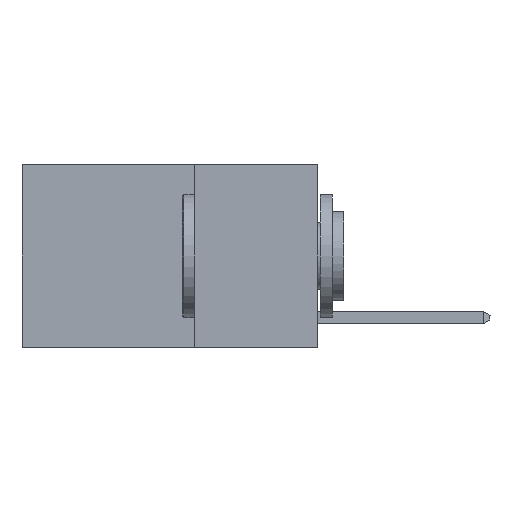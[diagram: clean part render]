
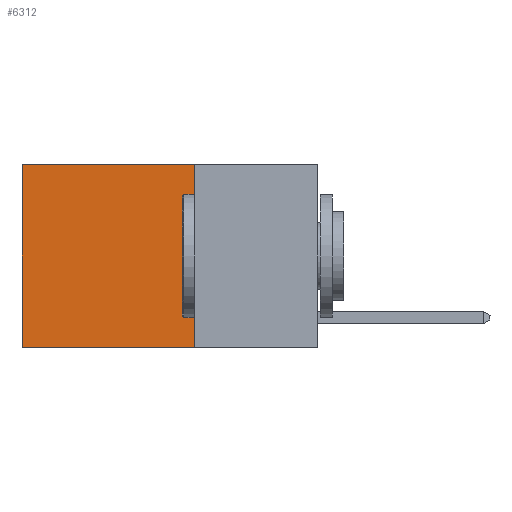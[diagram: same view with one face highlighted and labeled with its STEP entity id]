
A CAD part, left-side view. The second image highlights one B-rep face of the part: STEP entity #6312.
In plain terms, the highlighted planar face has unit normal (-1, 0, 0).
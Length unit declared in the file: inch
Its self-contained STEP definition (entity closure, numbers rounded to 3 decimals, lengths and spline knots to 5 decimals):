
#342 = EDGE_CURVE ( 'NONE', #5784, #6741, #4856, .T. ) ;
#360 = CARTESIAN_POINT ( 'NONE',  ( 0.2625, 0.25, 0. ) ) ;
#388 = AXIS2_PLACEMENT_3D ( 'NONE', #360, #3943, #1795 ) ;
#482 = CARTESIAN_POINT ( 'NONE',  ( 0.2625, 0.25, 0. ) ) ;
#554 = LINE ( 'NONE', #9151, #3735 ) ;
#585 = DIRECTION ( 'NONE',  ( 0., 1., 0. ) ) ;
#684 = CARTESIAN_POINT ( 'NONE',  ( 0.2625, 0.25, 0. ) ) ;
#780 = EDGE_CURVE ( 'NONE', #8238, #4052, #554, .T. ) ;
#1056 = DIRECTION ( 'NONE',  ( 0., 0., -1. ) ) ;
#1106 = EDGE_CURVE ( 'NONE', #4052, #6741, #6168, .T. ) ;
#1151 = EDGE_CURVE ( 'NONE', #8238, #5784, #1894, .T. ) ;
#1346 = DIRECTION ( 'NONE',  ( 0., 1., 0. ) ) ;
#1795 = DIRECTION ( 'NONE',  ( 0., 0., -1. ) ) ;
#1894 = LINE ( 'NONE', #684, #5610 ) ;
#2927 = CARTESIAN_POINT ( 'NONE',  ( 0.2625, 0.6, 0. ) ) ;
#3547 = FACE_OUTER_BOUND ( 'NONE', #7522, .T. ) ;
#3622 = CARTESIAN_POINT ( 'NONE',  ( 0.2625, 0.25, -0.37 ) ) ;
#3735 = VECTOR ( 'NONE', #1346, 39.37008 ) ;
#3758 = CARTESIAN_POINT ( 'NONE',  ( 0.2625, 0.6, -0.37 ) ) ;
#3943 = DIRECTION ( 'NONE',  ( 1., 0., 0. ) ) ;
#4052 = VERTEX_POINT ( 'NONE', #2927 ) ;
#4271 = PLANE ( 'NONE',  #388 ) ;
#4685 = CARTESIAN_POINT ( 'NONE',  ( 0.2625, 0.6, 0. ) ) ;
#4856 = LINE ( 'NONE', #3622, #8935 ) ;
#5075 = CARTESIAN_POINT ( 'NONE',  ( 0.2625, 0.25, -0.37 ) ) ;
#5177 = ORIENTED_EDGE ( 'NONE', *, *, #1151, .F. ) ;
#5610 = VECTOR ( 'NONE', #9133, 39.37008 ) ;
#5784 = VERTEX_POINT ( 'NONE', #5075 ) ;
#6168 = LINE ( 'NONE', #4685, #6200 ) ;
#6200 = VECTOR ( 'NONE', #1056, 39.37008 ) ;
#6312 = ADVANCED_FACE ( 'NONE', ( #3547 ), #4271, .F. ) ;
#6612 = ORIENTED_EDGE ( 'NONE', *, *, #780, .T. ) ;
#6741 = VERTEX_POINT ( 'NONE', #3758 ) ;
#7342 = ORIENTED_EDGE ( 'NONE', *, *, #1106, .T. ) ;
#7418 = ORIENTED_EDGE ( 'NONE', *, *, #342, .F. ) ;
#7522 = EDGE_LOOP ( 'NONE', ( #7342, #7418, #5177, #6612 ) ) ;
#8238 = VERTEX_POINT ( 'NONE', #482 ) ;
#8935 = VECTOR ( 'NONE', #585, 39.37008 ) ;
#9133 = DIRECTION ( 'NONE',  ( 0., 0., -1. ) ) ;
#9151 = CARTESIAN_POINT ( 'NONE',  ( 0.2625, 0.25, 0. ) ) ;
